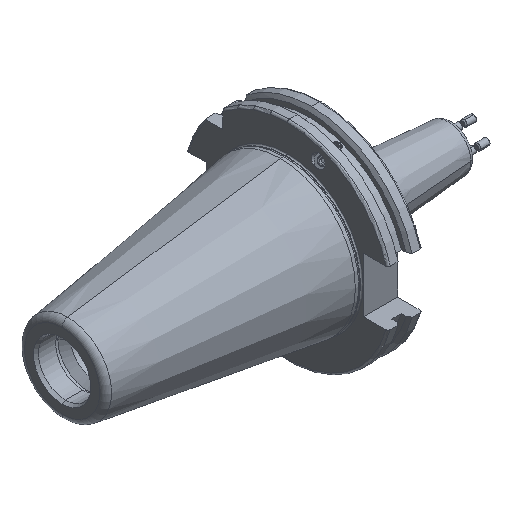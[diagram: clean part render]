
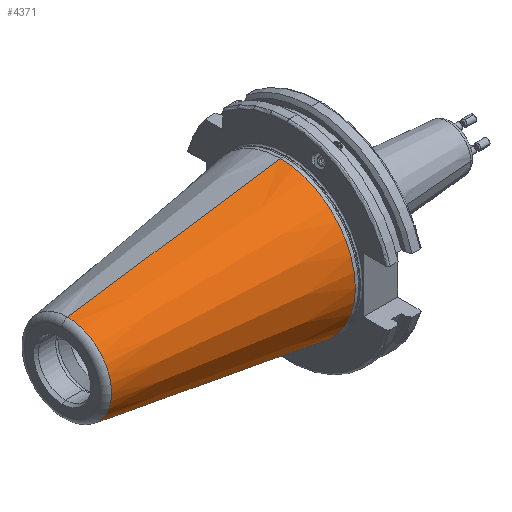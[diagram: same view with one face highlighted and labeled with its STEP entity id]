
A CAD part, isometric view. The second image highlights one B-rep face of the part: STEP entity #4371.
In plain terms, the highlighted conical face has half-angle 8.297 degrees and reference radius 34.925 mm.
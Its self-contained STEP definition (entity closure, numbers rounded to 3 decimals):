
#566 = CARTESIAN_POINT ( 'NONE',  ( 0., 34.925, 0. ) ) ;
#717 = DIRECTION ( 'NONE',  ( 0., -1., 0. ) ) ;
#721 = ORIENTED_EDGE ( 'NONE', *, *, #6439, .T. ) ;
#864 = CARTESIAN_POINT ( 'NONE',  ( -99.183, 20.461, 0. ) ) ;
#1155 = DIRECTION ( 'NONE',  ( 0., -1., 0. ) ) ;
#1401 = AXIS2_PLACEMENT_3D ( 'NONE', #5455, #4477, #6269 ) ;
#1855 = VERTEX_POINT ( 'NONE', #8816 ) ;
#2140 = CONICAL_SURFACE ( 'NONE', #1401, 34.925, 0.145 ) ;
#3207 = AXIS2_PLACEMENT_3D ( 'NONE', #6499, #9039, #1155 ) ;
#3404 = DIRECTION ( 'NONE',  ( -1., 0., 0. ) ) ;
#4371 = ADVANCED_FACE ( 'NONE', ( #5399 ), #2140, .T. ) ;
#4477 = DIRECTION ( 'NONE',  ( 1., 0., 0. ) ) ;
#4594 = LINE ( 'NONE', #5514, #10280 ) ;
#4807 = LINE ( 'NONE', #566, #11193 ) ;
#5399 = FACE_OUTER_BOUND ( 'NONE', #7748, .T. ) ;
#5455 = CARTESIAN_POINT ( 'NONE',  ( 0., 0., 0. ) ) ;
#5485 = ORIENTED_EDGE ( 'NONE', *, *, #9305, .F. ) ;
#5514 = CARTESIAN_POINT ( 'NONE',  ( 0., -34.925, 0. ) ) ;
#5533 = VERTEX_POINT ( 'NONE', #8876 ) ;
#6269 = DIRECTION ( 'NONE',  ( 0., 1., 0. ) ) ;
#6287 = CIRCLE ( 'NONE', #6655, 34.925 ) ;
#6439 = EDGE_CURVE ( 'NONE', #1855, #5533, #6287, .T. ) ;
#6499 = CARTESIAN_POINT ( 'NONE',  ( -99.183, 0., 0. ) ) ;
#6563 = VERTEX_POINT ( 'NONE', #7794 ) ;
#6655 = AXIS2_PLACEMENT_3D ( 'NONE', #11449, #3404, #717 ) ;
#7484 = DIRECTION ( 'NONE',  ( 0.99, 0.144, 0. ) ) ;
#7748 = EDGE_LOOP ( 'NONE', ( #10288, #5485, #11353, #721 ) ) ;
#7794 = CARTESIAN_POINT ( 'NONE',  ( -99.183, -20.461, 0. ) ) ;
#8565 = CIRCLE ( 'NONE', #3207, 20.461 ) ;
#8816 = CARTESIAN_POINT ( 'NONE',  ( 0., 34.925, 0. ) ) ;
#8876 = CARTESIAN_POINT ( 'NONE',  ( 0., -34.925, 0. ) ) ;
#9039 = DIRECTION ( 'NONE',  ( -1., 0., 0. ) ) ;
#9305 = EDGE_CURVE ( 'NONE', #10721, #6563, #8565, .T. ) ;
#9909 = EDGE_CURVE ( 'NONE', #10721, #1855, #4807, .T. ) ;
#10038 = DIRECTION ( 'NONE',  ( 0.99, -0.144, 0. ) ) ;
#10280 = VECTOR ( 'NONE', #10038, 1000. ) ;
#10288 = ORIENTED_EDGE ( 'NONE', *, *, #10748, .F. ) ;
#10721 = VERTEX_POINT ( 'NONE', #864 ) ;
#10748 = EDGE_CURVE ( 'NONE', #6563, #5533, #4594, .T. ) ;
#11193 = VECTOR ( 'NONE', #7484, 1000. ) ;
#11353 = ORIENTED_EDGE ( 'NONE', *, *, #9909, .T. ) ;
#11449 = CARTESIAN_POINT ( 'NONE',  ( 0., 0., 0. ) ) ;
